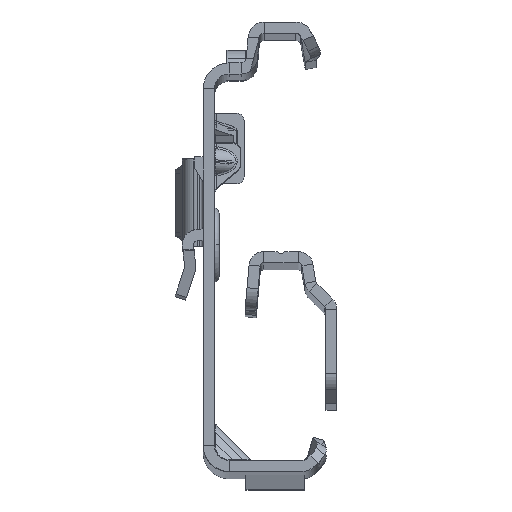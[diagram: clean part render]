
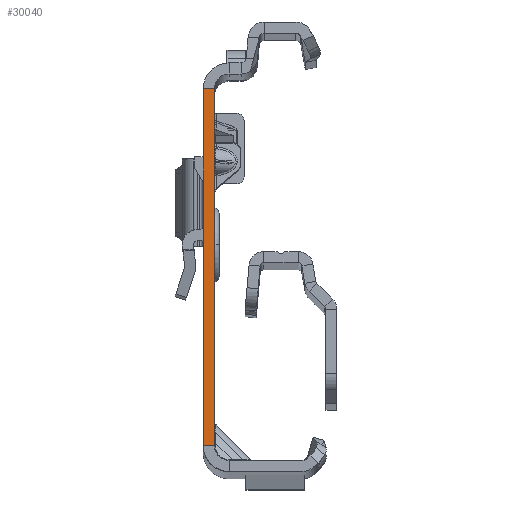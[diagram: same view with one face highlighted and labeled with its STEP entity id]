
A CAD part, top view. The second image highlights one B-rep face of the part: STEP entity #30040.
In plain terms, the highlighted planar face has unit normal (0, 0, 1).
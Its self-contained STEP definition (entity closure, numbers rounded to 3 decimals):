
#93 = ORIENTED_EDGE ( 'NONE', *, *, #36076, .F. ) ;
#375 = DIRECTION ( 'NONE',  ( 0., -1., 0. ) ) ;
#675 = CARTESIAN_POINT ( 'NONE',  ( -1.5, -27.865, 0. ) ) ;
#2294 = LINE ( 'NONE', #18928, #23081 ) ;
#3980 = EDGE_LOOP ( 'NONE', ( #24956, #8382, #51198, #93 ) ) ;
#4312 = LINE ( 'NONE', #675, #24299 ) ;
#5128 = CARTESIAN_POINT ( 'NONE',  ( 0., 22.135, 0. ) ) ;
#6546 = DIRECTION ( 'NONE',  ( 1., 0., 0. ) ) ;
#8382 = ORIENTED_EDGE ( 'NONE', *, *, #10062, .T. ) ;
#8455 = CARTESIAN_POINT ( 'NONE',  ( 0., 22.135, 0. ) ) ;
#10062 = EDGE_CURVE ( 'NONE', #52831, #21780, #33949, .T. ) ;
#14872 = VERTEX_POINT ( 'NONE', #44597 ) ;
#16262 = CARTESIAN_POINT ( 'NONE',  ( 0., -25.865, 0. ) ) ;
#17368 = EDGE_CURVE ( 'NONE', #21780, #14872, #4312, .T. ) ;
#18395 = DIRECTION ( 'NONE',  ( 0., -1., 0. ) ) ;
#18488 = DIRECTION ( 'NONE',  ( 0., 0., 1. ) ) ;
#18928 = CARTESIAN_POINT ( 'NONE',  ( 0., -27.865, 0. ) ) ;
#21780 = VERTEX_POINT ( 'NONE', #54350 ) ;
#23081 = VECTOR ( 'NONE', #18395, 1000. ) ;
#23427 = VECTOR ( 'NONE', #33167, 1000. ) ;
#24299 = VECTOR ( 'NONE', #375, 1000. ) ;
#24956 = ORIENTED_EDGE ( 'NONE', *, *, #31830, .F. ) ;
#25892 = CARTESIAN_POINT ( 'NONE',  ( 0., -25.865, 0. ) ) ;
#30040 = ADVANCED_FACE ( 'NONE', ( #44219 ), #45043, .T. ) ;
#31830 = EDGE_CURVE ( 'NONE', #52831, #51294, #2294, .T. ) ;
#33167 = DIRECTION ( 'NONE',  ( -1., 0., 0. ) ) ;
#33949 = LINE ( 'NONE', #8455, #51039 ) ;
#36076 = EDGE_CURVE ( 'NONE', #51294, #14872, #38159, .T. ) ;
#38159 = LINE ( 'NONE', #16262, #23427 ) ;
#44219 = FACE_OUTER_BOUND ( 'NONE', #3980, .T. ) ;
#44597 = CARTESIAN_POINT ( 'NONE',  ( -1.5, -25.865, 0. ) ) ;
#45043 = PLANE ( 'NONE',  #49621 ) ;
#48674 = CARTESIAN_POINT ( 'NONE',  ( -1.5, -27.865, 0. ) ) ;
#49621 = AXIS2_PLACEMENT_3D ( 'NONE', #48674, #18488, #6546 ) ;
#51039 = VECTOR ( 'NONE', #54765, 1000. ) ;
#51198 = ORIENTED_EDGE ( 'NONE', *, *, #17368, .T. ) ;
#51294 = VERTEX_POINT ( 'NONE', #25892 ) ;
#52831 = VERTEX_POINT ( 'NONE', #5128 ) ;
#54350 = CARTESIAN_POINT ( 'NONE',  ( -1.5, 22.135, 0. ) ) ;
#54765 = DIRECTION ( 'NONE',  ( -1., 0., 0. ) ) ;
